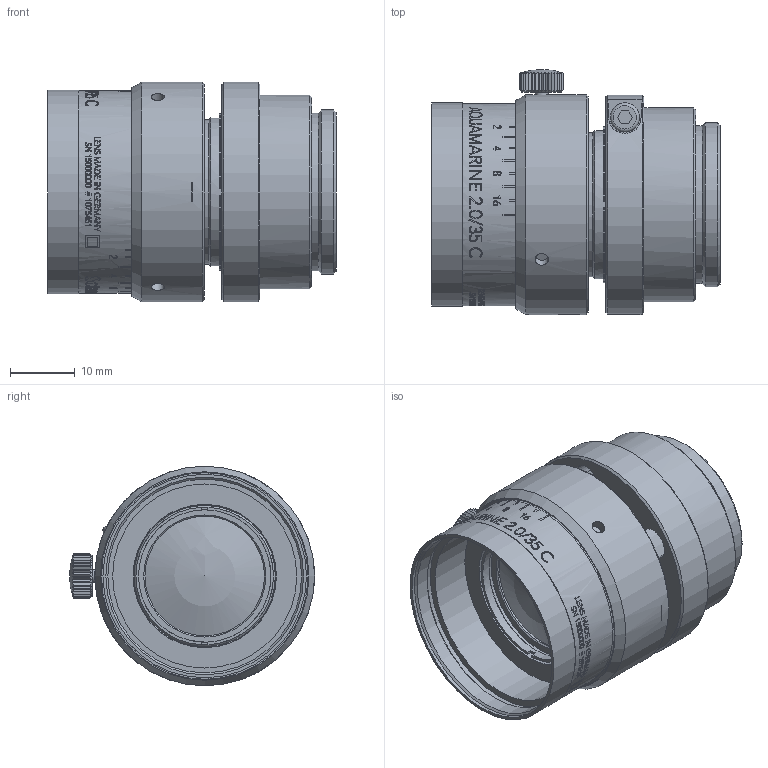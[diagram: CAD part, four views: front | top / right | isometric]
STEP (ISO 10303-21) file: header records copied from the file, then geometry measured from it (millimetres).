
FILE_DESCRIPTION(/* description */ (''),/* implementation_level */ '2;1');
FILE_NAME(/* name */ '1075451_00164446_001.stp',/* time_stamp */ '2022-05-09T13:58:18+02:00',/* author */ (''),/* organization */ (''),/* preprocessor_version */ 'ST-DEVELOPER v16',/* originating_system */ 'SIEMENS PLM Software NX 10.0',/* authorisation */ '');
FILE_SCHEMA (('AP203_CONFIGURATION_CONTROLLED_3D_DESIGN_OF_MECHANICAL_PARTS_AND_ASSEMBLIES_MIM_LF { 1 0 10303 403 2 1 2}'));
Length unit declared in the file: millimetre
Products named in the file (1): Froe534451F9lpjd
Bounding box: 44.64 x 37.94 x 34 mm (x, y, z)
Volume: 21490.9 mm3; surface area: 13160.5 mm2
Topology: 1 solids, 2 shells, 559 faces, 1958 edges, 1519 vertices
Faces by surface type: plane 268, cylinder 232, cone 48, torus 8, sphere 3
Full cylindrical faces by diameter (mm): 1.1 x1, 2 x1, 2.05 x3, 2.5 x2, 2.7 x3, 2.8 x1, 4.5 x1, 15.5 x1, 16.5 x1, 17 x1, 17.3 x1, 18.2 x1, 18.5 x1, 19.5 x1, 20 x1, 20.5 x1, 21 x1, 21.3 x1, 22.2 x1, 22.3 x1, 23 x3, 23.2 x2, 24 x1, 24.4 x1, 25.4 x1, 28.5 x1, 30 x2, 30.6 x1, 30.62 x1, 30.988 x1
Entity records: 23675 total; most frequent: CARTESIAN_POINT 8114, ORIENTED_EDGE 3653, DIRECTION 2488, EDGE_CURVE 1845, VERTEX_POINT 1482, AXIS2_PLACEMENT_3D 990, B_SPLINE_CURVE_WITH_KNOTS 869, EDGE_LOOP 784
